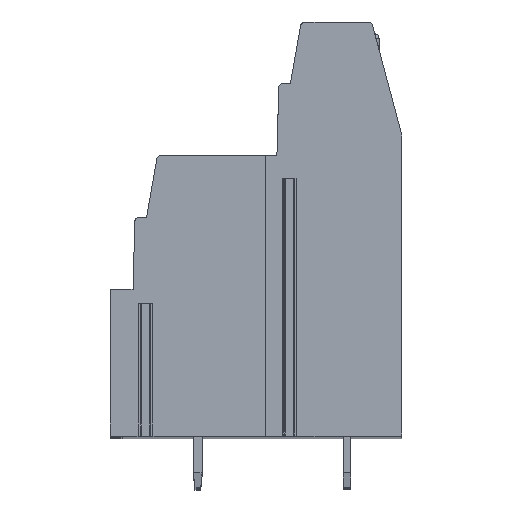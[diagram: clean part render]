
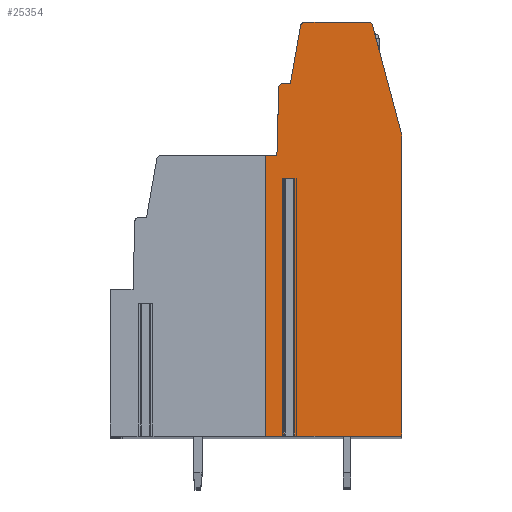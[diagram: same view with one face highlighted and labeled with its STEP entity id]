
A CAD part, top view. The second image highlights one B-rep face of the part: STEP entity #25354.
In plain terms, the highlighted planar face has unit normal (0, 0, 1).
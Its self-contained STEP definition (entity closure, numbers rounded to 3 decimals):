
#13=DIRECTION('',(-1.,0.,0.));
#14=VECTOR('',#13,0.743);
#15=CARTESIAN_POINT('',(1.908,2.65,99.06));
#16=LINE('',#15,#14);
#17=DIRECTION('',(0.,-1.,0.));
#18=VECTOR('',#17,17.55);
#19=CARTESIAN_POINT('',(1.165,2.65,99.06));
#20=LINE('',#19,#18);
#21=DIRECTION('',(1.,0.,0.));
#22=VECTOR('',#21,1.228);
#23=CARTESIAN_POINT('',(-0.063,-14.9,99.06));
#24=LINE('',#23,#22);
#25=DIRECTION('',(-1.,0.,0.));
#26=VECTOR('',#25,0.75);
#27=CARTESIAN_POINT('',(0.687,4.2,99.06));
#28=LINE('',#27,#26);
#29=DIRECTION('',(-0.026,-1.,0.));
#30=VECTOR('',#29,4.609);
#31=CARTESIAN_POINT('',(0.808,8.808,99.06));
#32=LINE('',#31,#30);
#33=CARTESIAN_POINT('',(1.108,8.8,99.06));
#34=DIRECTION('',(0.,0.,1.));
#35=DIRECTION('',(0.,1.,0.));
#36=AXIS2_PLACEMENT_3D('',#33,#34,#35);
#38=DIRECTION('',(-1.,0.,0.));
#39=VECTOR('',#38,0.497);
#40=CARTESIAN_POINT('',(1.605,9.1,99.06));
#41=LINE('',#40,#39);
#42=DIRECTION('',(-0.174,-0.985,0.));
#43=VECTOR('',#42,4.013);
#44=CARTESIAN_POINT('',(2.301,13.052,99.06));
#45=LINE('',#44,#43);
#46=CARTESIAN_POINT('',(2.597,13.,99.06));
#47=DIRECTION('',(0.,0.,1.));
#48=DIRECTION('',(0.,1.,0.));
#49=AXIS2_PLACEMENT_3D('',#46,#47,#48);
#51=DIRECTION('',(-1.,0.,0.));
#52=VECTOR('',#51,4.31);
#53=CARTESIAN_POINT('',(6.907,13.3,99.06));
#54=LINE('',#53,#52);
#55=CARTESIAN_POINT('',(6.907,13.,99.06));
#56=DIRECTION('',(0.,0.,1.));
#57=DIRECTION('',(0.966,0.259,0.));
#58=AXIS2_PLACEMENT_3D('',#55,#56,#57);
#60=CARTESIAN_POINT('',(8.187,5.518,99.06));
#61=DIRECTION('',(0.,0.,1.));
#62=DIRECTION('',(1.,0.,0.));
#63=AXIS2_PLACEMENT_3D('',#60,#61,#62);
#65=DIRECTION('',(0.,1.,0.));
#66=VECTOR('',#65,20.418);
#67=CARTESIAN_POINT('',(9.187,-14.9,99.06));
#68=LINE('',#67,#66);
#69=DIRECTION('',(1.,0.,0.));
#70=VECTOR('',#69,7.279);
#71=CARTESIAN_POINT('',(1.908,-14.9,99.06));
#72=LINE('',#71,#70);
#73=DIRECTION('',(0.,-1.,0.));
#74=VECTOR('',#73,17.55);
#75=CARTESIAN_POINT('',(1.908,2.65,99.06));
#76=LINE('',#75,#74);
#3857=DIRECTION('',(-0.259,0.966,0.));
#3858=VECTOR('',#3857,7.558);
#3859=CARTESIAN_POINT('',(9.153,5.777,99.06));
#3860=LINE('',#3859,#3858);
#10390=DIRECTION('',(0.,-1.,0.));
#10391=VECTOR('',#10390,19.1);
#10392=CARTESIAN_POINT('',(-0.063,4.2,99.06));
#10393=LINE('',#10392,#10391);
#19951=CARTESIAN_POINT('',(9.187,-14.9,99.06));
#19952=CARTESIAN_POINT('',(9.187,5.518,99.06));
#19953=VERTEX_POINT('',#19951);
#19954=VERTEX_POINT('',#19952);
#19955=CARTESIAN_POINT('',(9.153,5.777,99.06));
#19956=VERTEX_POINT('',#19955);
#19957=CARTESIAN_POINT('',(7.197,13.078,99.06));
#19958=CARTESIAN_POINT('',(6.907,13.3,99.06));
#19959=VERTEX_POINT('',#19957);
#19960=VERTEX_POINT('',#19958);
#19961=CARTESIAN_POINT('',(2.597,13.3,99.06));
#19962=VERTEX_POINT('',#19961);
#19963=CARTESIAN_POINT('',(2.301,13.052,99.06));
#19964=VERTEX_POINT('',#19963);
#19965=CARTESIAN_POINT('',(1.605,9.1,99.06));
#19966=VERTEX_POINT('',#19965);
#19967=CARTESIAN_POINT('',(1.108,9.1,99.06));
#19968=VERTEX_POINT('',#19967);
#19969=CARTESIAN_POINT('',(0.808,8.808,99.06));
#19970=VERTEX_POINT('',#19969);
#19971=CARTESIAN_POINT('',(0.687,4.2,99.06));
#19972=VERTEX_POINT('',#19971);
#20015=CARTESIAN_POINT('',(-0.063,-14.9,99.06));
#20017=VERTEX_POINT('',#20015);
#20023=CARTESIAN_POINT('',(-0.063,4.2,99.06));
#20024=VERTEX_POINT('',#20023);
#20099=CARTESIAN_POINT('',(1.908,2.65,99.06));
#20100=CARTESIAN_POINT('',(1.165,2.65,99.06));
#20101=VERTEX_POINT('',#20099);
#20102=VERTEX_POINT('',#20100);
#20103=CARTESIAN_POINT('',(1.908,-14.9,99.06));
#20104=VERTEX_POINT('',#20103);
#20105=CARTESIAN_POINT('',(1.165,-14.9,99.06));
#20106=VERTEX_POINT('',#20105);
#25313=CARTESIAN_POINT('',(0.,0.,99.06));
#25314=DIRECTION('',(0.,0.,1.));
#25315=DIRECTION('',(1.,0.,0.));
#25316=AXIS2_PLACEMENT_3D('',#25313,#25314,#25315);
#25317=PLANE('',#25316);
#25319=ORIENTED_EDGE('',*,*,#25318,.T.);
#25321=ORIENTED_EDGE('',*,*,#25320,.T.);
#25323=ORIENTED_EDGE('',*,*,#25322,.F.);
#25325=ORIENTED_EDGE('',*,*,#25324,.F.);
#25327=ORIENTED_EDGE('',*,*,#25326,.F.);
#25329=ORIENTED_EDGE('',*,*,#25328,.F.);
#25331=ORIENTED_EDGE('',*,*,#25330,.F.);
#25333=ORIENTED_EDGE('',*,*,#25332,.F.);
#25335=ORIENTED_EDGE('',*,*,#25334,.F.);
#25337=ORIENTED_EDGE('',*,*,#25336,.F.);
#25339=ORIENTED_EDGE('',*,*,#25338,.F.);
#25341=ORIENTED_EDGE('',*,*,#25340,.F.);
#25343=ORIENTED_EDGE('',*,*,#25342,.F.);
#25345=ORIENTED_EDGE('',*,*,#25344,.F.);
#25347=ORIENTED_EDGE('',*,*,#25346,.F.);
#25349=ORIENTED_EDGE('',*,*,#25348,.F.);
#25351=ORIENTED_EDGE('',*,*,#25350,.F.);
#25352=EDGE_LOOP('',(#25319,#25321,#25323,#25325,#25327,#25329,#25331,#25333,
#25335,#25337,#25339,#25341,#25343,#25345,#25347,#25349,#25351));
#25353=FACE_OUTER_BOUND('',#25352,.F.);
#37=CIRCLE('',#36,0.3);
#50=CIRCLE('',#49,0.3);
#59=CIRCLE('',#58,0.3);
#64=CIRCLE('',#63,1.);
#25318=EDGE_CURVE('',#20101,#20102,#16,.T.);
#25320=EDGE_CURVE('',#20102,#20106,#20,.T.);
#25322=EDGE_CURVE('',#20017,#20106,#24,.T.);
#25324=EDGE_CURVE('',#20024,#20017,#10393,.T.);
#25326=EDGE_CURVE('',#19972,#20024,#28,.T.);
#25328=EDGE_CURVE('',#19970,#19972,#32,.T.);
#25330=EDGE_CURVE('',#19968,#19970,#37,.T.);
#25332=EDGE_CURVE('',#19966,#19968,#41,.T.);
#25334=EDGE_CURVE('',#19964,#19966,#45,.T.);
#25336=EDGE_CURVE('',#19962,#19964,#50,.T.);
#25338=EDGE_CURVE('',#19960,#19962,#54,.T.);
#25340=EDGE_CURVE('',#19959,#19960,#59,.T.);
#25342=EDGE_CURVE('',#19956,#19959,#3860,.T.);
#25344=EDGE_CURVE('',#19954,#19956,#64,.T.);
#25346=EDGE_CURVE('',#19953,#19954,#68,.T.);
#25348=EDGE_CURVE('',#20104,#19953,#72,.T.);
#25350=EDGE_CURVE('',#20101,#20104,#76,.T.);
#25354=ADVANCED_FACE('',(#25353),#25317,.T.);
